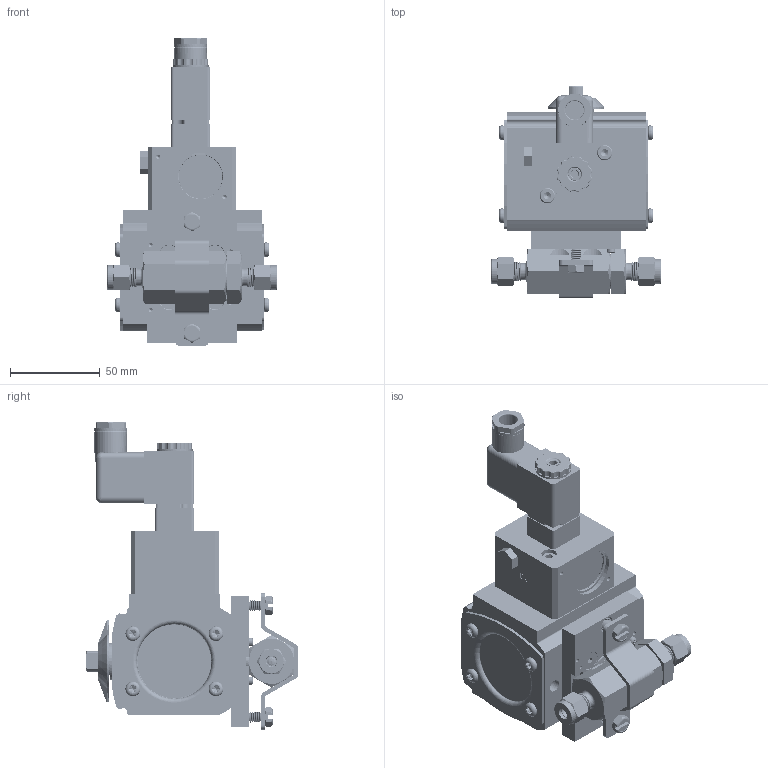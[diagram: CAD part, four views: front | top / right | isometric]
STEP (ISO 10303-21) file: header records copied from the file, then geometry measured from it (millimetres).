
FILE_DESCRIPTION (( 'STEP AP203' ), '1' );
FILE_NAME ('8204XXC4A512D4GPDS.step', '2018-08-30T11:40:21', ( '' ), ( '' ), 'SwSTEP 2.0', 'SolidWorks 2018', '' );
FILE_SCHEMA (( 'CONFIG_CONTROL_DESIGN' ));
Products named in the file (1): 8204XXC4A512D4GPDS
Bounding box: 94.45 x 118.74 x 171.49 mm (x, y, z)
Volume: 394646.3 mm3; surface area: 147760.6 mm2
Topology: 57 solids, 57 shells, 3924 faces, 10097 edges, 6234 vertices
Faces by surface type: cylinder 1685, cone 1132, plane 722, bspline 194, torus 181, sphere 10
Entity records: 186871 total; most frequent: CARTESIAN_POINT 95527, ORIENTED_EDGE 19818, DIRECTION 19031, EDGE_CURVE 9909, AXIS2_PLACEMENT_3D 7603, VERTEX_POINT 6230, EDGE_LOOP 4187, FACE_OUTER_BOUND 3924
